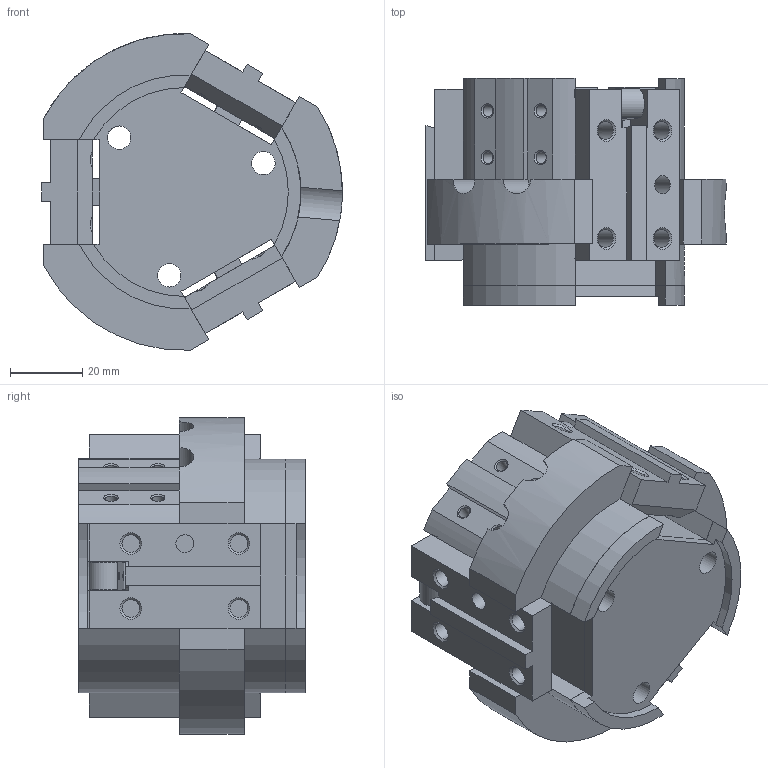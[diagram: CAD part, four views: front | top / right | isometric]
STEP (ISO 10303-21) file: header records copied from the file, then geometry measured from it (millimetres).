
FILE_DESCRIPTION( ( 'STEP AP214' ), ' ' );
FILE_NAME( '0G550-3 OP755GTE 0.stp', '2015-09-09T13:40:33', ( '' ), ( '' ), ' ', 'PARTsolutions', ' ' );
FILE_SCHEMA( ( 'AUTOMOTIVE_DESIGN { 1 0 10303 214 1 1 1 1 }' ) );
Length unit declared in the file: millimetre
Products named in the file (5): 0G550-3 OP755GTE 0; _OG550-3-001; _0G550-3(0); _0G550-7.5-006(0); _OG550-7.5-004(3)
Assembly tree (8 placements, depth 2):
  0G550-3 OP755GTE 0
    _OG550-3-001
    _0G550-3(0)
    _0G550-7.5-006(0)  x3
    _OG550-7.5-004(3)  x3
Bounding box: 83.5 x 63 x 87.92 mm (x, y, z)
Volume: 202316 mm3; surface area: 58622.2 mm2
Topology: 8 solids, 8 shells, 276 faces, 789 edges, 519 vertices
Faces by surface type: plane 141, cylinder 97, cone 38
Full cylindrical faces by diameter (mm): 2.5 x2, 2.6 x6, 3.242 x4, 4.917 x12, 5 x15, 6 x7, 6.5 x3, 8 x1, 8.566 x2, 13 x2, 14 x3, 32 x1
Entity records: 7836 total; most frequent: CARTESIAN_POINT 1446, DIRECTION 996, ORIENTED_EDGE 912, EDGE_CURVE 456, AXIS2_PLACEMENT_3D 355, VERTEX_POINT 333, EDGE_LOOP 291, LINE 286
